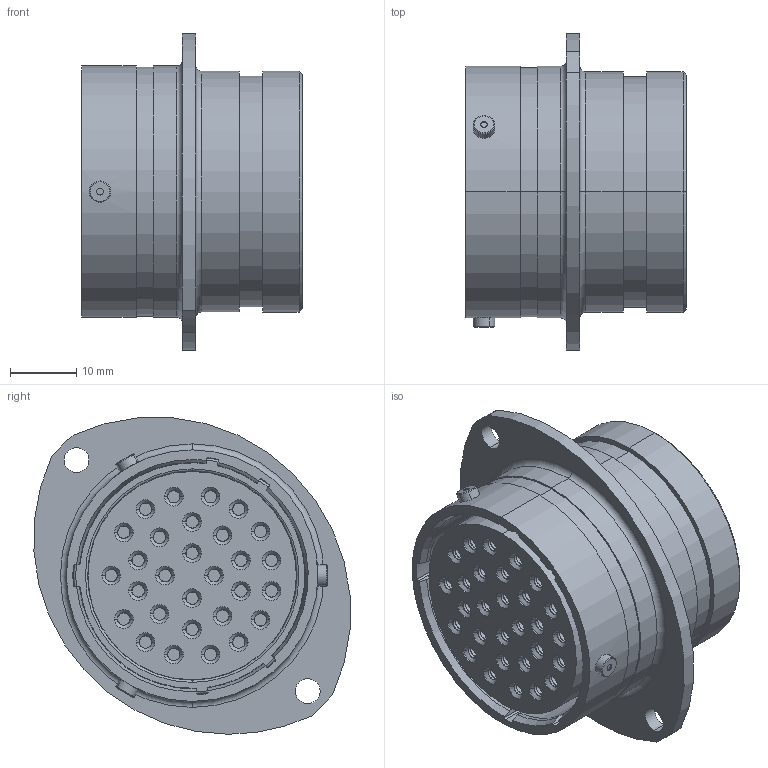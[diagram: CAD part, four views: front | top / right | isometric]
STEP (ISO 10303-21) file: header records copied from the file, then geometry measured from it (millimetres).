
FILE_DESCRIPTION (( 'STEP AP214' ), '1' );
FILE_NAME ('AS024-29SN.STEP', '2018-06-04T11:21:46', ( 'TE Connectivity' ), ( 'TE Connectivity' ), 'SwSTEP 2.0', 'SolidWorks 2015', '' );
FILE_SCHEMA (( 'AUTOMOTIVE_DESIGN' ));
Length unit declared in the file: millimetre
Products named in the file (1): AS024-29SN
Bounding box: 33.31 x 47.72 x 47.79 mm (x, y, z)
Volume: 26091.1 mm3; surface area: 28711.2 mm2
Topology: 9 solids, 9 shells, 1123 faces, 2428 edges, 1365 vertices
Faces by surface type: cylinder 455, torus 372, cone 194, plane 90, sphere 12
Entity records: 43468 total; most frequent: DIRECTION 6315, CARTESIAN_POINT 5245, ORIENTED_EDGE 4844, AXIS2_PLACEMENT_3D 2807, EDGE_CURVE 2422, CIRCLE 1683, VERTEX_POINT 1365, EDGE_LOOP 1303
